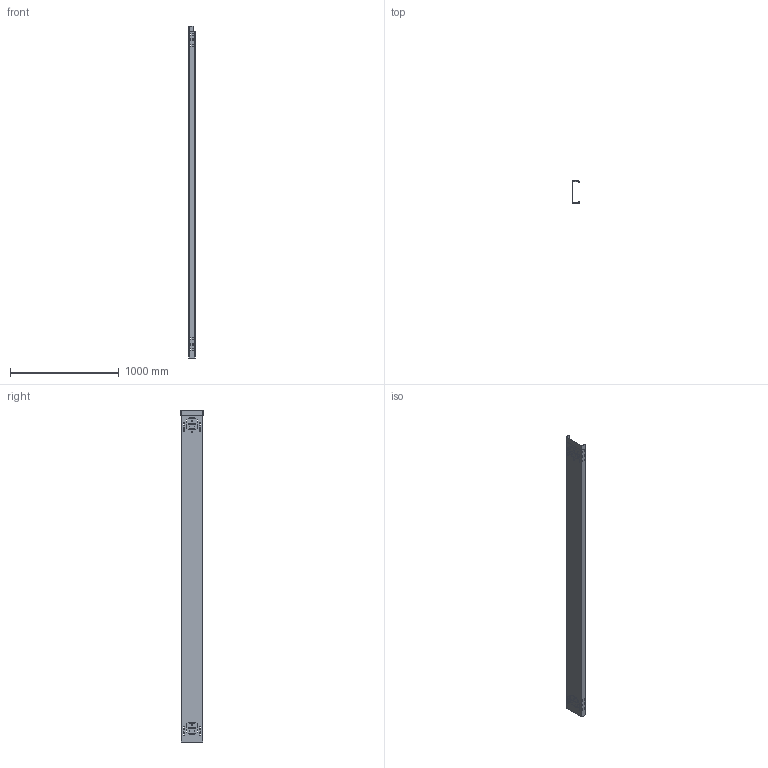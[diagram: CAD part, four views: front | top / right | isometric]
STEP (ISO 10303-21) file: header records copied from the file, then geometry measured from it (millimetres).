
FILE_DESCRIPTION((''),'2;1');
FILE_NAME('6047638','2012-06-22T',('AndreasKeweloh'),(''),'PRO/ENGINEER BY PARAMETRIC TECHNOLOGY CORPORATION, 2012060','PRO/ENGINEER BY PARAMETRIC TECHNOLOGY CORPORATION, 2012060','');
FILE_SCHEMA(('CONFIG_CONTROL_DESIGN'));
Length unit declared in the file: millimetre
Products named in the file (1): 6047638
Bounding box: 60.93 x 203 x 3050.5 mm (x, y, z)
Volume: 750632.1 mm3; surface area: 2092285.7 mm2
Topology: 1 solids, 1 shells, 282 faces, 796 edges, 512 vertices
Faces by surface type: cylinder 134, plane 124, torus 10, cone 8, sphere 4, bspline 2
Entity records: 9400 total; most frequent: DIRECTION 1648, CARTESIAN_POINT 1616, ORIENTED_EDGE 1584, EDGE_CURVE 792, AXIS2_PLACEMENT_3D 576, VERTEX_POINT 512, VECTOR 496, LINE 496
